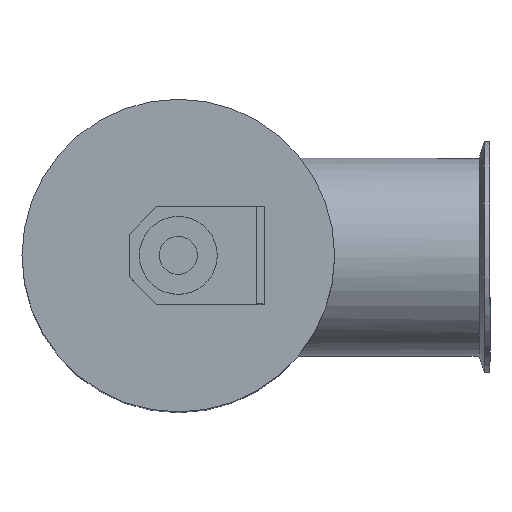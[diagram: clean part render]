
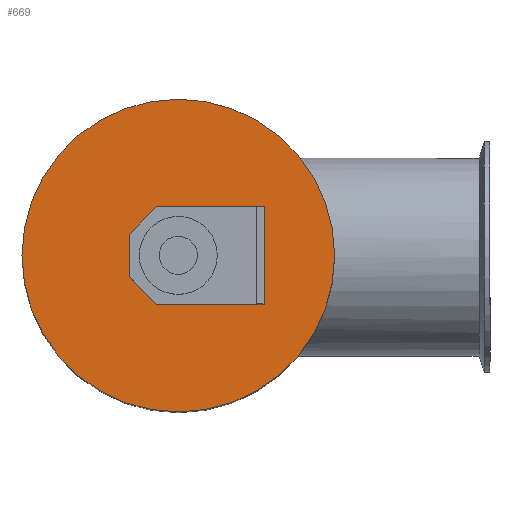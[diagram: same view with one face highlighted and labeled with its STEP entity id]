
A CAD part, top view. The second image highlights one B-rep face of the part: STEP entity #669.
In plain terms, the highlighted planar face has unit normal (0, 0, 1).
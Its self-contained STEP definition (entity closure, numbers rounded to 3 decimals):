
#165=FACE_OUTER_BOUND('',#216,.T.);
#216=EDGE_LOOP('',(#463));
#261=CIRCLE('',#773,80.25);
#295=VERTEX_POINT('',#1078);
#351=EDGE_CURVE('',#295,#295,#261,.T.);
#463=ORIENTED_EDGE('',*,*,#351,.F.);
#610=PLANE('',#789);
#669=ADVANCED_FACE('',(#165),#610,.T.);
#773=AXIS2_PLACEMENT_3D('',#1080,#866,#867);
#789=AXIS2_PLACEMENT_3D('',#1107,#902,#903);
#866=DIRECTION('center_axis',(0.,0.,-1.));
#867=DIRECTION('ref_axis',(-1.,0.,0.));
#902=DIRECTION('center_axis',(0.,0.,1.));
#903=DIRECTION('ref_axis',(1.,0.,0.));
#1078=CARTESIAN_POINT('',(80.25,0.,432.8));
#1080=CARTESIAN_POINT('Origin',(0.,0.,432.8));
#1107=CARTESIAN_POINT('Origin',(-40.125,0.,432.8));
